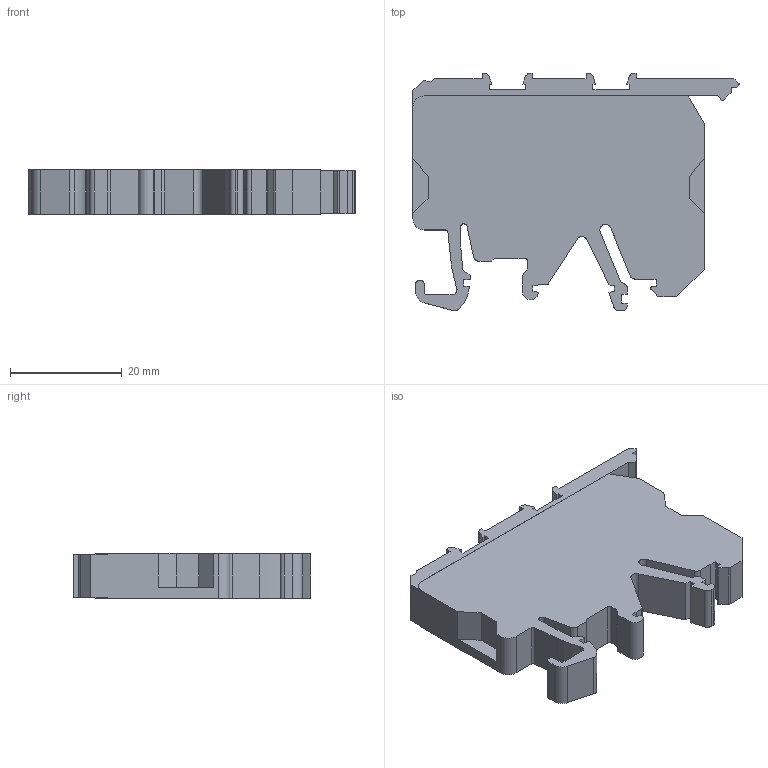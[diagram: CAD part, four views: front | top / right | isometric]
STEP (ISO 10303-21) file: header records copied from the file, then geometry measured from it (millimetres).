
FILE_DESCRIPTION((''),'2;1');
FILE_NAME('PRT0001','2022-03-05T',('Administrator'),(''),'PRO/ENGINEER BY PARAMETRIC TECHNOLOGY CORPORATION, 2013230','PRO/ENGINEER BY PARAMETRIC TECHNOLOGY CORPORATION, 2013230','');
FILE_SCHEMA(('CONFIG_CONTROL_DESIGN'));
Length unit declared in the file: millimetre
Products named in the file (1): PRT0001
Bounding box: 58.42 x 42.6 x 8 mm (x, y, z)
Volume: 13630 mm3; surface area: 6784.6 mm2
Topology: 1 solids, 1 shells, 140 faces, 408 edges, 272 vertices
Faces by surface type: plane 96, cylinder 44
Entity records: 4666 total; most frequent: CARTESIAN_POINT 820, ORIENTED_EDGE 816, DIRECTION 776, EDGE_CURVE 408, VECTOR 320, LINE 320, VERTEX_POINT 272, AXIS2_PLACEMENT_3D 228
